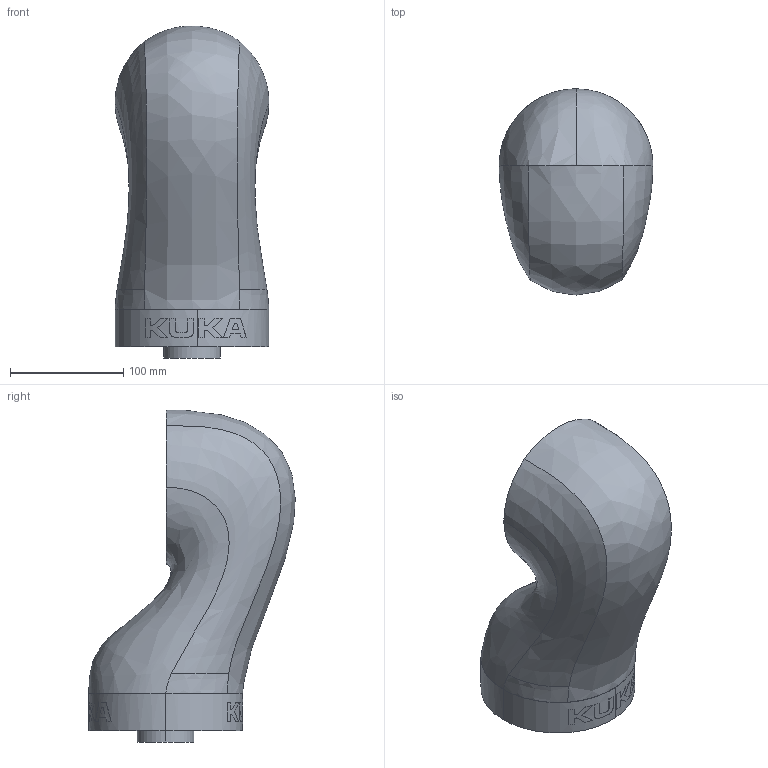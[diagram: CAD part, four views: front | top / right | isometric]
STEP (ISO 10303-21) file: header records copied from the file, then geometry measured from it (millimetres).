
FILE_DESCRIPTION (( 'STEP AP203' ), '1' );
FILE_NAME ('4_Default_sldprt.STEP', '2020-01-09T23:20:54', ( '' ), ( '' ), 'SwSTEP 2.0', 'SolidWorks 2019', '' );
FILE_SCHEMA (( 'CONFIG_CONTROL_DESIGN' ));
Length unit declared in the file: millimetre
Products named in the file (1): 4_Default_sldprt
Bounding box: 136 x 182.58 x 293.49 mm (x, y, z)
Volume: 3175126.8 mm3; surface area: 138864.1 mm2
Topology: 1 solids, 2 shells, 134 faces, 352 edges, 234 vertices
Faces by surface type: plane 74, bspline 43, cylinder 17
Entity records: 9490 total; most frequent: CARTESIAN_POINT 6354, ORIENTED_EDGE 704, DIRECTION 525, EDGE_CURVE 352, VERTEX_POINT 234, AXIS2_PLACEMENT_3D 199, EDGE_LOOP 146, FACE_OUTER_BOUND 134
